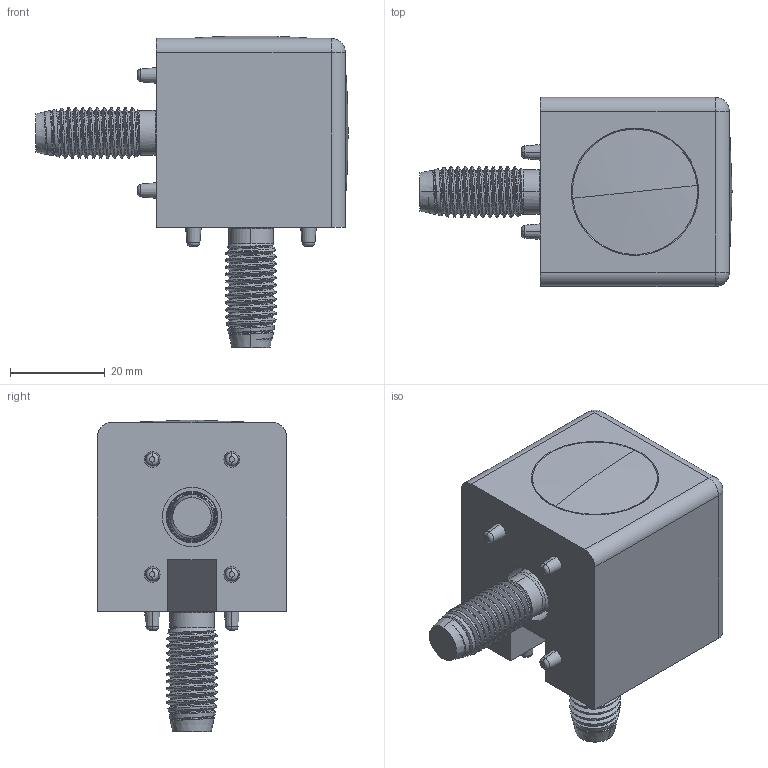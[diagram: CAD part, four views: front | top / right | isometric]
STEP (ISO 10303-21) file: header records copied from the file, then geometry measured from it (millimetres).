
FILE_DESCRIPTION (( 'STEP AP203' ), '1' );
FILE_NAME ('Accessories for aluminium profiles093WW407N10S.step', '2015-11-23T14:14:20', ( '' ), ( '' ), 'SwSTEP 2.0', 'SolidWorks 2015', '' );
FILE_SCHEMA (( 'CONFIG_CONTROL_DESIGN' ));
Length unit declared in the file: millimetre
Products named in the file (4): 093WW407N10_093 ww 407 n10; 093s1230t_093 s12 30 t; 093wwa40_093wwa40s01; Accessories for aluminium profiles093WW407N10S
Assembly tree (5 placements, depth 2):
  Accessories for aluminium profiles093WW407N10S
    093WW407N10_093 ww 407 n10
    093s1230t_093 s12 30 t  x2
    093wwa40_093wwa40s01  x2
Bounding box: 66.05 x 40 x 66.01 mm (x, y, z)
Volume: 49557.8 mm3; surface area: 20579.3 mm2
Topology: 5 solids, 5 shells, 424 faces, 1120 edges, 718 vertices
Faces by surface type: cylinder 133, plane 129, cone 92, torus 56, sphere 8, bspline 6
Entity records: 11850 total; most frequent: CARTESIAN_POINT 5379, ORIENTED_EDGE 1302, DIRECTION 1251, EDGE_CURVE 651, AXIS2_PLACEMENT_3D 506, VERTEX_POINT 415, EDGE_LOOP 270, ADVANCED_FACE 253
